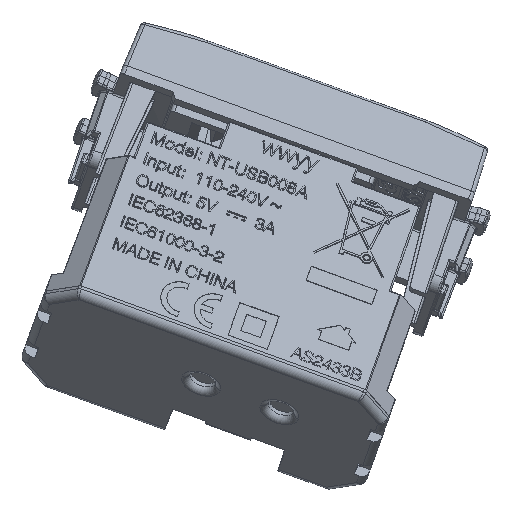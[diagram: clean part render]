
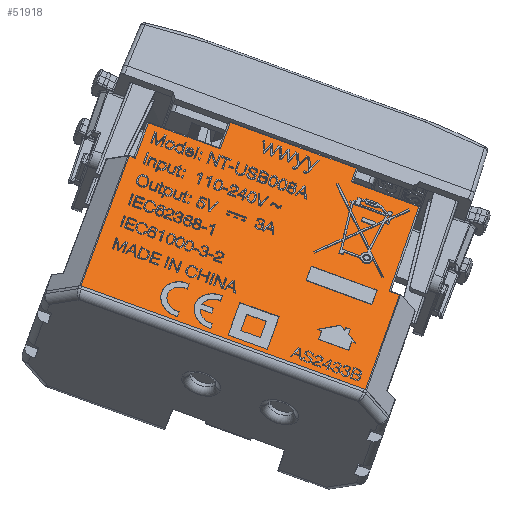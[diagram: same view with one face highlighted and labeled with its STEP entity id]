
A CAD part, left-side view. The second image highlights one B-rep face of the part: STEP entity #51918.
In plain terms, the highlighted face is planar.
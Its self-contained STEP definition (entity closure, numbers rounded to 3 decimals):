
#48330=CARTESIAN_POINT('Vertex',(8.037,10.742,9.998)) ;
#48377=CARTESIAN_POINT('Vertex',(-8.037,10.742,9.998)) ;
#48396=CARTESIAN_POINT('Line Origine',(0.,10.742,9.998)) ;
#48593=CARTESIAN_POINT('Line Origine',(8.139,10.844,21.689)) ;
#48597=CARTESIAN_POINT('Vertex',(8.056,10.76,12.098)) ;
#49290=CARTESIAN_POINT('Vertex',(-18.095,10.825,19.598)) ;
#49336=CARTESIAN_POINT('Line Origine',(0.,10.825,19.598)) ;
#49340=CARTESIAN_POINT('Vertex',(-17.302,10.825,19.598)) ;
#49393=CARTESIAN_POINT('Vertex',(-18.167,11.,39.6)) ;
#49396=CARTESIAN_POINT('Line Origine',(-18.113,10.87,24.7)) ;
#50045=CARTESIAN_POINT('Vertex',(18.115,10.873,25.098)) ;
#50063=CARTESIAN_POINT('Vertex',(16.802,10.873,25.098)) ;
#50066=CARTESIAN_POINT('Line Origine',(0.041,10.873,25.098)) ;
#50116=CARTESIAN_POINT('Vertex',(18.167,11.,39.6)) ;
#50119=CARTESIAN_POINT('Line Origine',(18.113,10.87,24.7)) ;
#50822=CARTESIAN_POINT('Line Origine',(-8.138,10.842,21.489)) ;
#50826=CARTESIAN_POINT('Vertex',(-8.073,10.777,14.098)) ;
#51245=CARTESIAN_POINT('Vertex',(16.688,10.76,12.098)) ;
#51283=CARTESIAN_POINT('Line Origine',(0.,10.76,12.098)) ;
#51406=CARTESIAN_POINT('Line Origine',(16.798,10.87,24.7)) ;
#51630=CARTESIAN_POINT('Line Origine',(0.,10.777,14.098)) ;
#51634=CARTESIAN_POINT('Vertex',(-17.254,10.777,14.098)) ;
#51890=CARTESIAN_POINT('Axis2P3D Location',(22.,11.,39.6)) ;
#51896=CARTESIAN_POINT('Control Point',(-17.302,10.825,19.598)) ;
#51897=CARTESIAN_POINT('Control Point',(-17.254,10.777,14.098)) ;
#51899=CARTESIAN_POINT('Line Origine',(0.,11.,39.6)) ;
#48397=DIRECTION('Vector Direction',(-1.,0.,0.)) ;
#48594=DIRECTION('Vector Direction',(-0.009,-0.009,-1.)) ;
#49337=DIRECTION('Vector Direction',(-1.,0.,0.)) ;
#49397=DIRECTION('Vector Direction',(0.004,-0.009,-1.)) ;
#50067=DIRECTION('Vector Direction',(-1.,0.,0.)) ;
#50120=DIRECTION('Vector Direction',(-0.004,-0.009,-1.)) ;
#50823=DIRECTION('Vector Direction',(0.009,-0.009,-1.)) ;
#51284=DIRECTION('Vector Direction',(-1.,0.,0.)) ;
#51407=DIRECTION('Vector Direction',(-0.009,-0.009,-1.)) ;
#51631=DIRECTION('Vector Direction',(-1.,0.,0.)) ;
#51891=DIRECTION('Axis2P3D Direction',(0.,1.,-0.009)) ;
#51892=DIRECTION('Axis2P3D XDirection',(-1.,0.,0.)) ;
#51900=DIRECTION('Vector Direction',(-1.,0.,0.)) ;
#51893=AXIS2_PLACEMENT_3D('Plane Axis2P3D',#51890,#51891,#51892) ;
#51905=ORIENTED_EDGE('',*,*,#51898,.T.) ;
#51906=ORIENTED_EDGE('',*,*,#49342,.F.) ;
#51907=ORIENTED_EDGE('',*,*,#49400,.T.) ;
#51908=ORIENTED_EDGE('',*,*,#51903,.F.) ;
#51909=ORIENTED_EDGE('',*,*,#50123,.F.) ;
#51910=ORIENTED_EDGE('',*,*,#50070,.F.) ;
#51911=ORIENTED_EDGE('',*,*,#51410,.F.) ;
#51912=ORIENTED_EDGE('',*,*,#51287,.T.) ;
#51913=ORIENTED_EDGE('',*,*,#48599,.F.) ;
#51914=ORIENTED_EDGE('',*,*,#48400,.F.) ;
#51915=ORIENTED_EDGE('',*,*,#50828,.F.) ;
#51916=ORIENTED_EDGE('',*,*,#51636,.T.) ;
#48398=VECTOR('Line Direction',#48397,1.) ;
#48595=VECTOR('Line Direction',#48594,1.) ;
#49338=VECTOR('Line Direction',#49337,1.) ;
#49398=VECTOR('Line Direction',#49397,1.) ;
#50068=VECTOR('Line Direction',#50067,1.) ;
#50121=VECTOR('Line Direction',#50120,1.) ;
#50824=VECTOR('Line Direction',#50823,1.) ;
#51285=VECTOR('Line Direction',#51284,1.) ;
#51408=VECTOR('Line Direction',#51407,1.) ;
#51632=VECTOR('Line Direction',#51631,1.) ;
#51901=VECTOR('Line Direction',#51900,1.) ;
#51918=ADVANCED_FACE('PartBody',(#51917),#51894,.T.) ;
#51895=B_SPLINE_CURVE_WITH_KNOTS('',1,(#51896,#51897),.UNSPECIFIED.,.F.,.U.,(2,2),(5.101,10.601),.UNSPECIFIED.) ;
#48400=EDGE_CURVE('',#48378,#48331,#48399,.F.) ;
#48599=EDGE_CURVE('',#48331,#48598,#48596,.F.) ;
#49342=EDGE_CURVE('',#49291,#49341,#49339,.F.) ;
#49400=EDGE_CURVE('',#49291,#49394,#49399,.F.) ;
#50070=EDGE_CURVE('',#50064,#50046,#50069,.F.) ;
#50123=EDGE_CURVE('',#50046,#50117,#50122,.F.) ;
#50828=EDGE_CURVE('',#50827,#48378,#50825,.T.) ;
#51287=EDGE_CURVE('',#51246,#48598,#51286,.T.) ;
#51410=EDGE_CURVE('',#51246,#50064,#51409,.F.) ;
#51636=EDGE_CURVE('',#50827,#51635,#51633,.T.) ;
#51898=EDGE_CURVE('',#51635,#49341,#51895,.F.) ;
#51903=EDGE_CURVE('',#50117,#49394,#51902,.T.) ;
#51904=EDGE_LOOP('',(#51905,#51906,#51907,#51908,#51909,#51910,#51911,#51912,#51913,#51914,#51915,#51916)) ;
#51917=FACE_OUTER_BOUND('',#51904,.T.) ;
#48399=LINE('Line',#48396,#48398) ;
#48596=LINE('Line',#48593,#48595) ;
#49339=LINE('Line',#49336,#49338) ;
#49399=LINE('Line',#49396,#49398) ;
#50069=LINE('Line',#50066,#50068) ;
#50122=LINE('Line',#50119,#50121) ;
#50825=LINE('Line',#50822,#50824) ;
#51286=LINE('Line',#51283,#51285) ;
#51409=LINE('Line',#51406,#51408) ;
#51633=LINE('Line',#51630,#51632) ;
#51902=LINE('Line',#51899,#51901) ;
#51894=PLANE('',#51893) ;
#48331=VERTEX_POINT('',#48330) ;
#48378=VERTEX_POINT('',#48377) ;
#48598=VERTEX_POINT('',#48597) ;
#49291=VERTEX_POINT('',#49290) ;
#49341=VERTEX_POINT('',#49340) ;
#49394=VERTEX_POINT('',#49393) ;
#50046=VERTEX_POINT('',#50045) ;
#50064=VERTEX_POINT('',#50063) ;
#50117=VERTEX_POINT('',#50116) ;
#50827=VERTEX_POINT('',#50826) ;
#51246=VERTEX_POINT('',#51245) ;
#51635=VERTEX_POINT('',#51634) ;
